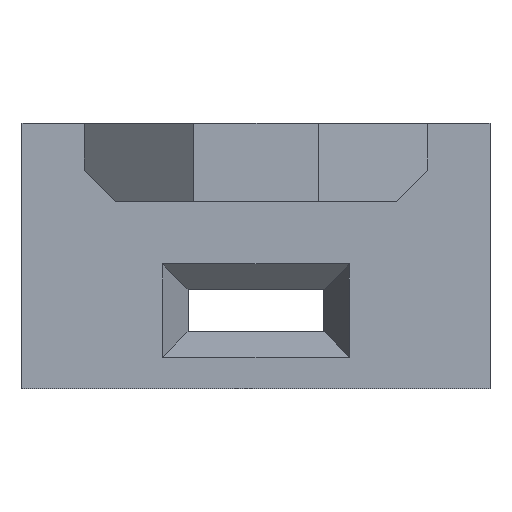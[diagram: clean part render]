
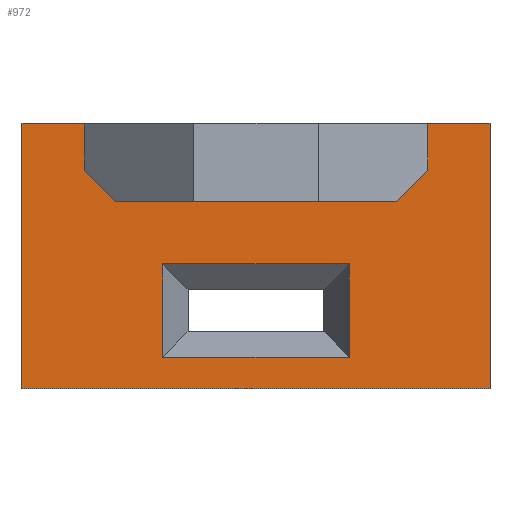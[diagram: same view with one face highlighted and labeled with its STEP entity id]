
A CAD part, front view. The second image highlights one B-rep face of the part: STEP entity #972.
In plain terms, the highlighted planar face has unit normal (0, -1, 0).
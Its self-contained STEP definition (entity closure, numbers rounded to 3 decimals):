
#8 = VERTEX_POINT ( 'NONE', #73 ) ;
#13 = VERTEX_POINT ( 'NONE', #1110 ) ;
#20 = CARTESIAN_POINT ( 'NONE',  ( -5.99, 14.5, -12. ) ) ;
#21 = VECTOR ( 'NONE', #840, 1000. ) ;
#30 = EDGE_CURVE ( 'NONE', #1374, #8, #786, .T. ) ;
#59 = EDGE_LOOP ( 'NONE', ( #956, #1202, #169, #1100 ) ) ;
#69 = CARTESIAN_POINT ( 'NONE',  ( -15., 14.5, 5. ) ) ;
#73 = CARTESIAN_POINT ( 'NONE',  ( 5.99, 14.5, -9.99 ) ) ;
#85 = CARTESIAN_POINT ( 'NONE',  ( -11., 14.5, 5. ) ) ;
#91 = CARTESIAN_POINT ( 'NONE',  ( 11., 14.5, 5. ) ) ;
#100 = EDGE_CURVE ( 'NONE', #1003, #185, #1314, .T. ) ;
#106 = DIRECTION ( 'NONE',  ( 0., 0., 1. ) ) ;
#110 = VECTOR ( 'NONE', #705, 1000. ) ;
#121 = LINE ( 'NONE', #20, #146 ) ;
#146 = VECTOR ( 'NONE', #550, 1000. ) ;
#155 = VECTOR ( 'NONE', #228, 1000. ) ;
#169 = ORIENTED_EDGE ( 'NONE', *, *, #420, .T. ) ;
#172 = ORIENTED_EDGE ( 'NONE', *, *, #710, .F. ) ;
#180 = CARTESIAN_POINT ( 'NONE',  ( -15., 14.5, -27.811 ) ) ;
#185 = VERTEX_POINT ( 'NONE', #1077 ) ;
#202 = VERTEX_POINT ( 'NONE', #381 ) ;
#214 = CARTESIAN_POINT ( 'NONE',  ( -11., 14.5, 5. ) ) ;
#220 = DIRECTION ( 'NONE',  ( -0.707, 0., 0.707 ) ) ;
#225 = EDGE_LOOP ( 'NONE', ( #172, #412, #1313, #311, #293, #777, #735, #793, #1325, #375 ) ) ;
#228 = DIRECTION ( 'NONE',  ( 0., 0., -1. ) ) ;
#247 = CARTESIAN_POINT ( 'NONE',  ( 4., 14.5, -5. ) ) ;
#251 = CARTESIAN_POINT ( 'NONE',  ( 9., 14.5, 0. ) ) ;
#259 = VERTEX_POINT ( 'NONE', #91 ) ;
#281 = CARTESIAN_POINT ( 'NONE',  ( -5.99, 14.5, -9.99 ) ) ;
#293 = ORIENTED_EDGE ( 'NONE', *, *, #799, .F. ) ;
#311 = ORIENTED_EDGE ( 'NONE', *, *, #1196, .F. ) ;
#355 = VECTOR ( 'NONE', #734, 1000. ) ;
#365 = DIRECTION ( 'NONE',  ( 0., 1., 0. ) ) ;
#366 = DIRECTION ( 'NONE',  ( -1., 0., 0. ) ) ;
#375 = ORIENTED_EDGE ( 'NONE', *, *, #1145, .T. ) ;
#380 = LINE ( 'NONE', #180, #741 ) ;
#381 = CARTESIAN_POINT ( 'NONE',  ( -15., 14.5, -12. ) ) ;
#385 = EDGE_CURVE ( 'NONE', #1382, #202, #1362, .T. ) ;
#391 = CARTESIAN_POINT ( 'NONE',  ( 11., 14.5, 0. ) ) ;
#396 = CARTESIAN_POINT ( 'NONE',  ( 15., 14.5, 5. ) ) ;
#404 = CARTESIAN_POINT ( 'NONE',  ( -15., 14.5, 5. ) ) ;
#412 = ORIENTED_EDGE ( 'NONE', *, *, #385, .F. ) ;
#420 = EDGE_CURVE ( 'NONE', #13, #1374, #1030, .T. ) ;
#423 = VECTOR ( 'NONE', #787, 1000. ) ;
#469 = LINE ( 'NONE', #247, #423 ) ;
#477 = CARTESIAN_POINT ( 'NONE',  ( 11., 14.5, -12. ) ) ;
#481 = CARTESIAN_POINT ( 'NONE',  ( 11., 14.5, -12. ) ) ;
#493 = LINE ( 'NONE', #391, #1321 ) ;
#495 = CARTESIAN_POINT ( 'NONE',  ( 15., 14.5, -27.811 ) ) ;
#550 = DIRECTION ( 'NONE',  ( 0., 0., 1. ) ) ;
#615 = CARTESIAN_POINT ( 'NONE',  ( 11., 14.5, 2. ) ) ;
#644 = CARTESIAN_POINT ( 'NONE',  ( 15., 14.5, -12. ) ) ;
#662 = CARTESIAN_POINT ( 'NONE',  ( 5.99, 14.5, -4.01 ) ) ;
#693 = DIRECTION ( 'NONE',  ( 0., 0., 1. ) ) ;
#699 = FACE_BOUND ( 'NONE', #59, .T. ) ;
#705 = DIRECTION ( 'NONE',  ( 1., 0., 0. ) ) ;
#710 = EDGE_CURVE ( 'NONE', #202, #853, #380, .T. ) ;
#729 = DIRECTION ( 'NONE',  ( 1., 0., 0. ) ) ;
#733 = EDGE_CURVE ( 'NONE', #8, #845, #812, .T. ) ;
#734 = DIRECTION ( 'NONE',  ( 0., 0., 1. ) ) ;
#735 = ORIENTED_EDGE ( 'NONE', *, *, #850, .T. ) ;
#736 = EDGE_CURVE ( 'NONE', #1382, #803, #1056, .T. ) ;
#741 = VECTOR ( 'NONE', #823, 1000. ) ;
#770 = CARTESIAN_POINT ( 'NONE',  ( 7., 14.5, -16. ) ) ;
#777 = ORIENTED_EDGE ( 'NONE', *, *, #1407, .T. ) ;
#786 = LINE ( 'NONE', #896, #155 ) ;
#787 = DIRECTION ( 'NONE',  ( -0.707, 0., -0.707 ) ) ;
#793 = ORIENTED_EDGE ( 'NONE', *, *, #100, .T. ) ;
#795 = VECTOR ( 'NONE', #366, 1000. ) ;
#799 = EDGE_CURVE ( 'NONE', #1229, #259, #1409, .T. ) ;
#803 = VERTEX_POINT ( 'NONE', #1185 ) ;
#812 = LINE ( 'NONE', #1067, #914 ) ;
#823 = DIRECTION ( 'NONE',  ( 0., 0., 1. ) ) ;
#840 = DIRECTION ( 'NONE',  ( 0., 0., 1. ) ) ;
#845 = VERTEX_POINT ( 'NONE', #281 ) ;
#847 = DIRECTION ( 'NONE',  ( -1., 0., 0. ) ) ;
#850 = EDGE_CURVE ( 'NONE', #1430, #1003, #493, .T. ) ;
#853 = VERTEX_POINT ( 'NONE', #69 ) ;
#854 = VECTOR ( 'NONE', #847, 1000. ) ;
#896 = CARTESIAN_POINT ( 'NONE',  ( 5.99, 14.5, -12. ) ) ;
#905 = AXIS2_PLACEMENT_3D ( 'NONE', #481, #365, #693 ) ;
#914 = VECTOR ( 'NONE', #1279, 1000. ) ;
#922 = EDGE_CURVE ( 'NONE', #845, #13, #121, .T. ) ;
#929 = VECTOR ( 'NONE', #106, 1000. ) ;
#934 = LINE ( 'NONE', #396, #110 ) ;
#956 = ORIENTED_EDGE ( 'NONE', *, *, #733, .T. ) ;
#959 = VECTOR ( 'NONE', #220, 1000. ) ;
#972 = ADVANCED_FACE ( 'NONE', ( #1154, #699 ), #1361, .F. ) ;
#1003 = VERTEX_POINT ( 'NONE', #1046 ) ;
#1030 = LINE ( 'NONE', #1359, #1300 ) ;
#1046 = CARTESIAN_POINT ( 'NONE',  ( -9., 14.5, 0. ) ) ;
#1056 = LINE ( 'NONE', #495, #929 ) ;
#1067 = CARTESIAN_POINT ( 'NONE',  ( 11., 14.5, -9.99 ) ) ;
#1077 = CARTESIAN_POINT ( 'NONE',  ( -11., 14.5, 2. ) ) ;
#1100 = ORIENTED_EDGE ( 'NONE', *, *, #30, .T. ) ;
#1110 = CARTESIAN_POINT ( 'NONE',  ( -5.99, 14.5, -4.01 ) ) ;
#1145 = EDGE_CURVE ( 'NONE', #1388, #853, #1399, .T. ) ;
#1154 = FACE_OUTER_BOUND ( 'NONE', #225, .T. ) ;
#1172 = LINE ( 'NONE', #85, #21 ) ;
#1185 = CARTESIAN_POINT ( 'NONE',  ( 15., 14.5, 5. ) ) ;
#1196 = EDGE_CURVE ( 'NONE', #259, #803, #934, .T. ) ;
#1202 = ORIENTED_EDGE ( 'NONE', *, *, #922, .T. ) ;
#1229 = VERTEX_POINT ( 'NONE', #615 ) ;
#1230 = EDGE_CURVE ( 'NONE', #185, #1388, #1172, .T. ) ;
#1279 = DIRECTION ( 'NONE',  ( -1., 0., 0. ) ) ;
#1290 = DIRECTION ( 'NONE',  ( -1., 0., 0. ) ) ;
#1300 = VECTOR ( 'NONE', #729, 1000. ) ;
#1313 = ORIENTED_EDGE ( 'NONE', *, *, #736, .T. ) ;
#1314 = LINE ( 'NONE', #770, #959 ) ;
#1321 = VECTOR ( 'NONE', #1290, 1000. ) ;
#1325 = ORIENTED_EDGE ( 'NONE', *, *, #1230, .T. ) ;
#1359 = CARTESIAN_POINT ( 'NONE',  ( 11., 14.5, -4.01 ) ) ;
#1361 = PLANE ( 'NONE',  #905 ) ;
#1362 = LINE ( 'NONE', #477, #795 ) ;
#1374 = VERTEX_POINT ( 'NONE', #662 ) ;
#1382 = VERTEX_POINT ( 'NONE', #644 ) ;
#1385 = CARTESIAN_POINT ( 'NONE',  ( 11., 14.5, 5. ) ) ;
#1388 = VERTEX_POINT ( 'NONE', #214 ) ;
#1399 = LINE ( 'NONE', #404, #854 ) ;
#1407 = EDGE_CURVE ( 'NONE', #1229, #1430, #469, .T. ) ;
#1409 = LINE ( 'NONE', #1385, #355 ) ;
#1430 = VERTEX_POINT ( 'NONE', #251 ) ;
